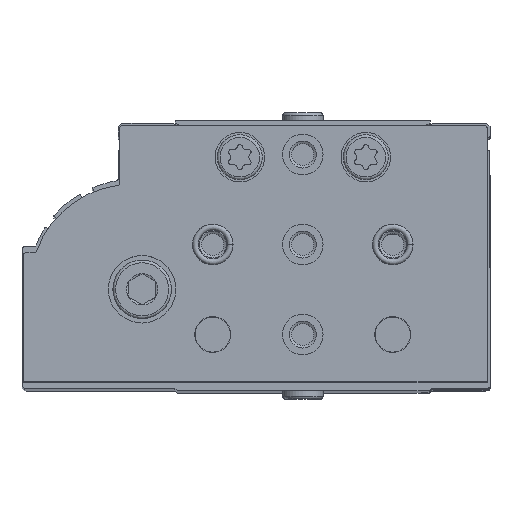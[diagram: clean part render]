
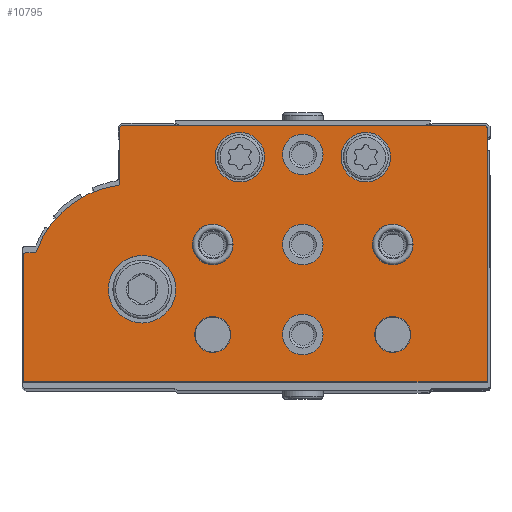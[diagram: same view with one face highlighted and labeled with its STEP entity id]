
A CAD part, top view. The second image highlights one B-rep face of the part: STEP entity #10795.
In plain terms, the highlighted face is planar.
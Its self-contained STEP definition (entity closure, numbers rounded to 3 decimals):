
#1098=LINE('',#18121,#1927);
#1100=LINE('',#18125,#1929);
#1102=LINE('',#18129,#1931);
#1105=LINE('',#18137,#1934);
#1110=LINE('',#18153,#1939);
#1113=LINE('',#18161,#1942);
#1927=VECTOR('',#14644,1000.);
#1929=VECTOR('',#14648,1000.);
#1931=VECTOR('',#14652,1000.);
#1934=VECTOR('',#14661,1000.);
#1939=VECTOR('',#14680,1000.);
#1942=VECTOR('',#14689,1000.);
#4167=ORIENTED_EDGE('',*,*,#6099,.T.);
#4168=ORIENTED_EDGE('',*,*,#6100,.T.);
#4169=ORIENTED_EDGE('',*,*,#6101,.T.);
#4170=ORIENTED_EDGE('',*,*,#6102,.T.);
#4171=ORIENTED_EDGE('',*,*,#6103,.T.);
#4172=ORIENTED_EDGE('',*,*,#6104,.T.);
#4173=ORIENTED_EDGE('',*,*,#6105,.T.);
#4174=ORIENTED_EDGE('',*,*,#6106,.T.);
#4175=ORIENTED_EDGE('',*,*,#6107,.T.);
#4176=ORIENTED_EDGE('',*,*,#6108,.T.);
#4177=ORIENTED_EDGE('',*,*,#6074,.F.);
#4178=ORIENTED_EDGE('',*,*,#6097,.F.);
#4179=ORIENTED_EDGE('',*,*,#6095,.F.);
#4180=ORIENTED_EDGE('',*,*,#6093,.F.);
#4181=ORIENTED_EDGE('',*,*,#6091,.T.);
#4182=ORIENTED_EDGE('',*,*,#6089,.F.);
#4183=ORIENTED_EDGE('',*,*,#6087,.T.);
#4184=ORIENTED_EDGE('',*,*,#6085,.F.);
#4185=ORIENTED_EDGE('',*,*,#6083,.F.);
#4186=ORIENTED_EDGE('',*,*,#6081,.F.);
#4187=ORIENTED_EDGE('',*,*,#6079,.F.);
#4188=ORIENTED_EDGE('',*,*,#6077,.F.);
#6074=EDGE_CURVE('',#7257,#7258,#7912,.T.);
#6077=EDGE_CURVE('',#7258,#7259,#1098,.T.);
#6079=EDGE_CURVE('',#7259,#7260,#1100,.T.);
#6081=EDGE_CURVE('',#7260,#7261,#1102,.T.);
#6083=EDGE_CURVE('',#7261,#7262,#7913,.T.);
#6085=EDGE_CURVE('',#7262,#7263,#1105,.T.);
#6087=EDGE_CURVE('',#7264,#7263,#7914,.T.);
#6089=EDGE_CURVE('',#7264,#7265,#7915,.T.);
#6091=EDGE_CURVE('',#7266,#7265,#7916,.T.);
#6093=EDGE_CURVE('',#7266,#7267,#1110,.T.);
#6095=EDGE_CURVE('',#7267,#7268,#7917,.T.);
#6097=EDGE_CURVE('',#7268,#7257,#1113,.T.);
#6099=EDGE_CURVE('',#7269,#7269,#7918,.T.);
#6100=EDGE_CURVE('',#7270,#7270,#7919,.T.);
#6101=EDGE_CURVE('',#7271,#7271,#7920,.T.);
#6102=EDGE_CURVE('',#7272,#7272,#7921,.T.);
#6103=EDGE_CURVE('',#7273,#7273,#7922,.T.);
#6104=EDGE_CURVE('',#7274,#7274,#7923,.T.);
#6105=EDGE_CURVE('',#7275,#7275,#7924,.T.);
#6106=EDGE_CURVE('',#7276,#7276,#7925,.T.);
#6107=EDGE_CURVE('',#7277,#7277,#7926,.T.);
#6108=EDGE_CURVE('',#7278,#7278,#7927,.T.);
#7257=VERTEX_POINT('',#18116);
#7258=VERTEX_POINT('',#18117);
#7259=VERTEX_POINT('',#18122);
#7260=VERTEX_POINT('',#18126);
#7261=VERTEX_POINT('',#18130);
#7262=VERTEX_POINT('',#18134);
#7263=VERTEX_POINT('',#18138);
#7264=VERTEX_POINT('',#18142);
#7265=VERTEX_POINT('',#18146);
#7266=VERTEX_POINT('',#18150);
#7267=VERTEX_POINT('',#18154);
#7268=VERTEX_POINT('',#18158);
#7269=VERTEX_POINT('',#18165);
#7270=VERTEX_POINT('',#18167);
#7271=VERTEX_POINT('',#18169);
#7272=VERTEX_POINT('',#18171);
#7273=VERTEX_POINT('',#18173);
#7274=VERTEX_POINT('',#18175);
#7275=VERTEX_POINT('',#18177);
#7276=VERTEX_POINT('',#18179);
#7277=VERTEX_POINT('',#18181);
#7278=VERTEX_POINT('',#18183);
#7912=CIRCLE('',#11915,0.5);
#7913=CIRCLE('',#11920,0.5);
#7914=CIRCLE('',#11923,0.5);
#7915=CIRCLE('',#11925,22.5);
#7916=CIRCLE('',#11927,0.5);
#7917=CIRCLE('',#11930,0.5);
#7918=CIRCLE('',#11933,7.5);
#7919=CIRCLE('',#11934,4.5);
#7920=CIRCLE('',#11935,5.5);
#7921=CIRCLE('',#11936,5.5);
#7922=CIRCLE('',#11937,4.5);
#7923=CIRCLE('',#11938,4.5);
#7924=CIRCLE('',#11939,4.5);
#7925=CIRCLE('',#11940,4.);
#7926=CIRCLE('',#11941,4.5);
#7927=CIRCLE('',#11942,4.);
#8723=EDGE_LOOP('',(#4167));
#8724=EDGE_LOOP('',(#4168));
#8725=EDGE_LOOP('',(#4169));
#8726=EDGE_LOOP('',(#4170));
#8727=EDGE_LOOP('',(#4171));
#8728=EDGE_LOOP('',(#4172));
#8729=EDGE_LOOP('',(#4173));
#8730=EDGE_LOOP('',(#4174));
#8731=EDGE_LOOP('',(#4175));
#8732=EDGE_LOOP('',(#4176));
#8733=EDGE_LOOP('',(#4177,#4178,#4179,#4180,#4181,#4182,#4183,#4184,#4185,
#4186,#4187,#4188));
#9679=FACE_BOUND('',#8723,.T.);
#9680=FACE_BOUND('',#8724,.T.);
#9681=FACE_BOUND('',#8725,.T.);
#9682=FACE_BOUND('',#8726,.T.);
#9683=FACE_BOUND('',#8727,.T.);
#9684=FACE_BOUND('',#8728,.T.);
#9685=FACE_BOUND('',#8729,.T.);
#9686=FACE_BOUND('',#8730,.T.);
#9687=FACE_BOUND('',#8731,.T.);
#9688=FACE_BOUND('',#8732,.T.);
#9689=FACE_BOUND('',#8733,.T.);
#10270=PLANE('',#11932);
#10795=ADVANCED_FACE('',(#9679,#9680,#9681,#9682,#9683,#9684,#9685,#9686,
#9687,#9688,#9689),#10270,.F.);
#11915=AXIS2_PLACEMENT_3D('',#18115,#14638,#14639);
#11920=AXIS2_PLACEMENT_3D('',#18133,#14656,#14657);
#11923=AXIS2_PLACEMENT_3D('',#18141,#14665,#14666);
#11925=AXIS2_PLACEMENT_3D('',#18145,#14670,#14671);
#11927=AXIS2_PLACEMENT_3D('',#18149,#14675,#14676);
#11930=AXIS2_PLACEMENT_3D('',#18157,#14684,#14685);
#11932=AXIS2_PLACEMENT_3D('',#18163,#14691,#14692);
#11933=AXIS2_PLACEMENT_3D('',#18164,#14693,#14694);
#11934=AXIS2_PLACEMENT_3D('',#18166,#14695,#14696);
#11935=AXIS2_PLACEMENT_3D('',#18168,#14697,#14698);
#11936=AXIS2_PLACEMENT_3D('',#18170,#14699,#14700);
#11937=AXIS2_PLACEMENT_3D('',#18172,#14701,#14702);
#11938=AXIS2_PLACEMENT_3D('',#18174,#14703,#14704);
#11939=AXIS2_PLACEMENT_3D('',#18176,#14705,#14706);
#11940=AXIS2_PLACEMENT_3D('',#18178,#14707,#14708);
#11941=AXIS2_PLACEMENT_3D('',#18180,#14709,#14710);
#11942=AXIS2_PLACEMENT_3D('',#18182,#14711,#14712);
#14638=DIRECTION('',(0.,0.,1.));
#14639=DIRECTION('',(1.,0.,0.));
#14644=DIRECTION('',(0.,-1.,0.));
#14648=DIRECTION('',(1.,0.,0.));
#14652=DIRECTION('',(0.,1.,0.));
#14656=DIRECTION('',(0.,0.,1.));
#14657=DIRECTION('',(1.,0.,0.));
#14661=DIRECTION('',(-1.,0.,0.));
#14665=DIRECTION('',(0.,0.,1.));
#14666=DIRECTION('',(1.,0.,0.));
#14670=DIRECTION('',(0.,0.,1.));
#14671=DIRECTION('',(1.,0.,0.));
#14675=DIRECTION('',(0.,0.,1.));
#14676=DIRECTION('',(1.,0.,0.));
#14680=DIRECTION('',(0.,1.,0.));
#14684=DIRECTION('',(0.,0.,1.));
#14685=DIRECTION('',(1.,0.,0.));
#14689=DIRECTION('',(-1.,0.,0.));
#14691=DIRECTION('',(0.,0.,1.));
#14692=DIRECTION('',(1.,0.,0.));
#14693=DIRECTION('',(0.,0.,1.));
#14694=DIRECTION('',(1.,0.,0.));
#14695=DIRECTION('',(0.,0.,1.));
#14696=DIRECTION('',(1.,0.,0.));
#14697=DIRECTION('',(0.,0.,1.));
#14698=DIRECTION('',(1.,0.,0.));
#14699=DIRECTION('',(0.,0.,1.));
#14700=DIRECTION('',(1.,0.,0.));
#14701=DIRECTION('',(0.,0.,1.));
#14702=DIRECTION('',(1.,0.,0.));
#14703=DIRECTION('',(0.,0.,1.));
#14704=DIRECTION('',(1.,0.,0.));
#14705=DIRECTION('',(0.,0.,1.));
#14706=DIRECTION('',(1.,0.,0.));
#14707=DIRECTION('',(0.,0.,1.));
#14708=DIRECTION('',(1.,0.,0.));
#14709=DIRECTION('',(0.,0.,1.));
#14710=DIRECTION('',(1.,0.,0.));
#14711=DIRECTION('',(0.,0.,1.));
#14712=DIRECTION('',(1.,0.,0.));
#18115=CARTESIAN_POINT('',(0.5,56.5,0.));
#18116=CARTESIAN_POINT('',(0.5,57.,0.));
#18117=CARTESIAN_POINT('',(0.,56.5,0.));
#18121=CARTESIAN_POINT('',(0.,56.5,0.));
#18122=CARTESIAN_POINT('',(0.,0.,0.));
#18125=CARTESIAN_POINT('',(0.,0.,0.));
#18126=CARTESIAN_POINT('',(103.,0.,0.));
#18129=CARTESIAN_POINT('',(103.,0.,0.));
#18130=CARTESIAN_POINT('',(103.,28.2,0.));
#18133=CARTESIAN_POINT('',(102.5,28.2,0.));
#18134=CARTESIAN_POINT('',(102.5,28.7,0.));
#18137=CARTESIAN_POINT('',(102.5,28.7,0.));
#18138=CARTESIAN_POINT('',(100.637,28.7,0.));
#18141=CARTESIAN_POINT('',(100.637,29.2,0.));
#18142=CARTESIAN_POINT('',(100.167,29.03,0.));
#18145=CARTESIAN_POINT('',(79.,21.4,0.));
#18146=CARTESIAN_POINT('',(82.033,43.695,0.));
#18149=CARTESIAN_POINT('',(82.1,44.19,0.));
#18150=CARTESIAN_POINT('',(81.6,44.19,0.));
#18153=CARTESIAN_POINT('',(81.6,44.19,0.));
#18154=CARTESIAN_POINT('',(81.6,56.5,0.));
#18157=CARTESIAN_POINT('',(81.1,56.5,0.));
#18158=CARTESIAN_POINT('',(81.1,57.,0.));
#18161=CARTESIAN_POINT('',(81.1,57.,0.));
#18163=CARTESIAN_POINT('',(0.5,56.5,0.));
#18164=CARTESIAN_POINT('',(76.65,20.6,0.));
#18165=CARTESIAN_POINT('',(84.15,20.6,0.));
#18166=CARTESIAN_POINT('',(40.95,50.55,0.));
#18167=CARTESIAN_POINT('',(45.45,50.55,0.));
#18168=CARTESIAN_POINT('',(54.95,49.95,0.));
#18169=CARTESIAN_POINT('',(60.45,49.95,0.));
#18170=CARTESIAN_POINT('',(26.95,49.95,0.));
#18171=CARTESIAN_POINT('',(32.45,49.95,0.));
#18172=CARTESIAN_POINT('',(60.95,30.55,0.));
#18173=CARTESIAN_POINT('',(65.45,30.55,0.));
#18174=CARTESIAN_POINT('',(40.95,30.55,0.));
#18175=CARTESIAN_POINT('',(45.45,30.55,0.));
#18176=CARTESIAN_POINT('',(20.95,30.55,0.));
#18177=CARTESIAN_POINT('',(25.45,30.55,0.));
#18178=CARTESIAN_POINT('',(60.95,10.55,0.));
#18179=CARTESIAN_POINT('',(64.95,10.55,0.));
#18180=CARTESIAN_POINT('',(40.95,10.55,0.));
#18181=CARTESIAN_POINT('',(45.45,10.55,0.));
#18182=CARTESIAN_POINT('',(20.95,10.55,0.));
#18183=CARTESIAN_POINT('',(24.95,10.55,0.));
